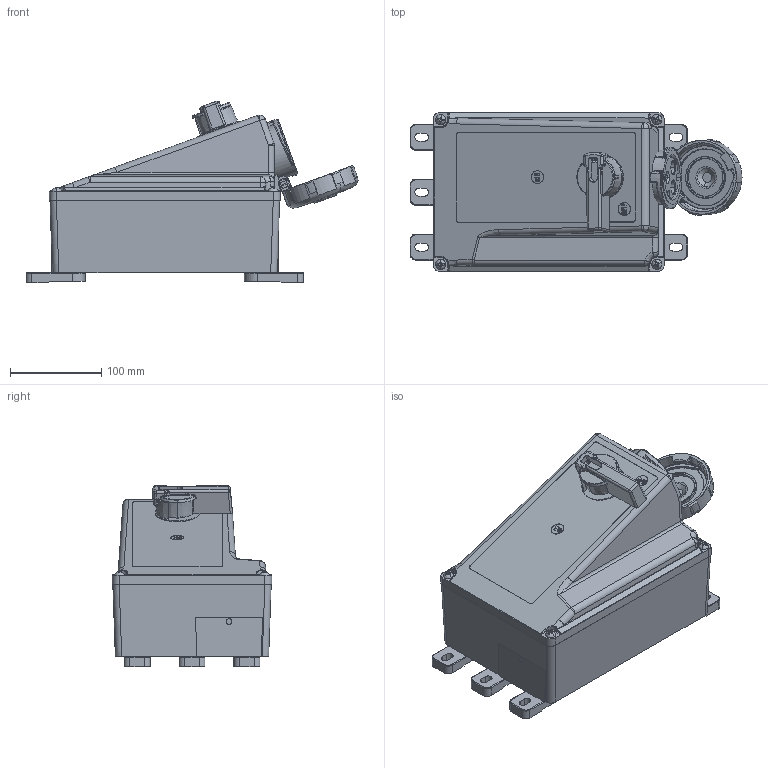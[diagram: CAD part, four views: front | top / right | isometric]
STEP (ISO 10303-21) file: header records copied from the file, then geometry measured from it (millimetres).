
FILE_DESCRIPTION (( 'STEP AP203' ), '1' );
FILE_NAME ('BRY330MI6W.step', '2023-02-15T14:52:11', ( '' ), ( '' ), 'SwSTEP 2.0', 'SolidWorks 2021', '' );
FILE_SCHEMA (( 'CONFIG_CONTROL_DESIGN' ));
Length unit declared in the file: inch
Products named in the file (1): BRY330MI6W
Bounding box: 364.59 x 175.04 x 199.6 mm (x, y, z)
Volume: 5519018 mm3; surface area: 302669 mm2
Topology: 10 solids, 15 shells, 2048 faces, 5509 edges, 3450 vertices
Faces by surface type: plane 727, cylinder 669, bspline 538, cone 100, torus 14
Entity records: 84322 total; most frequent: CARTESIAN_POINT 37676, ORIENTED_EDGE 10834, DIRECTION 8362, EDGE_CURVE 5417, VERTEX_POINT 3450, AXIS2_PLACEMENT_3D 3000, VECTOR 2362, LINE 2362
